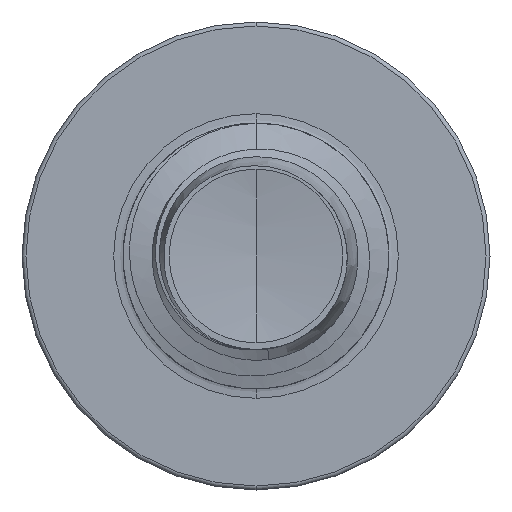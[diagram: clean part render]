
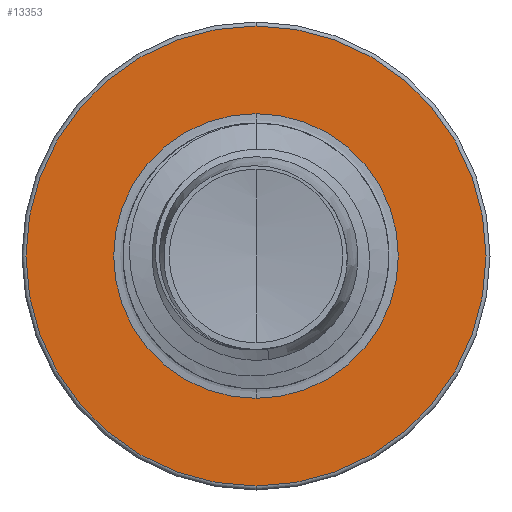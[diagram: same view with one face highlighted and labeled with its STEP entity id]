
A CAD part, front view. The second image highlights one B-rep face of the part: STEP entity #13353.
In plain terms, the highlighted planar face has unit normal (0, -1, 0).
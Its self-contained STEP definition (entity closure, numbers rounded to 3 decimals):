
#136 = PLANE ( 'NONE',  #6467 ) ;
#560 = DIRECTION ( 'NONE',  ( 0., 0., 1. ) ) ;
#737 = CIRCLE ( 'NONE', #6639, 4.325 ) ;
#2154 = DIRECTION ( 'NONE',  ( 0., 0., 1. ) ) ;
#2929 = EDGE_CURVE ( 'NONE', #12964, #14303, #17332, .T. ) ;
#5836 = CARTESIAN_POINT ( 'NONE',  ( 0., 10., 4.325 ) ) ;
#6285 = FACE_OUTER_BOUND ( 'NONE', #9806, .T. ) ;
#6399 = DIRECTION ( 'NONE',  ( 0., 1., 0. ) ) ;
#6467 = AXIS2_PLACEMENT_3D ( 'NONE', #9384, #12738, #2154 ) ;
#6639 = AXIS2_PLACEMENT_3D ( 'NONE', #18299, #8511, #19929 ) ;
#7261 = AXIS2_PLACEMENT_3D ( 'NONE', #16459, #6399, #18062 ) ;
#8267 = CARTESIAN_POINT ( 'NONE',  ( 0., 10., 0. ) ) ;
#8511 = DIRECTION ( 'NONE',  ( 0., 1., 0. ) ) ;
#9228 = ORIENTED_EDGE ( 'NONE', *, *, #15079, .F. ) ;
#9384 = CARTESIAN_POINT ( 'NONE',  ( 0., 10., -2.677 ) ) ;
#9806 = EDGE_LOOP ( 'NONE', ( #9228, #10228 ) ) ;
#10040 = DIRECTION ( 'NONE',  ( 0., 0., 1. ) ) ;
#10228 = ORIENTED_EDGE ( 'NONE', *, *, #22277, .F. ) ;
#11033 = FACE_BOUND ( 'NONE', #16337, .T. ) ;
#11443 = DIRECTION ( 'NONE',  ( 0., 1., 0. ) ) ;
#11803 = ORIENTED_EDGE ( 'NONE', *, *, #19739, .T. ) ;
#12193 = AXIS2_PLACEMENT_3D ( 'NONE', #8267, #19686, #10040 ) ;
#12738 = DIRECTION ( 'NONE',  ( 0., 1., 0. ) ) ;
#12964 = VERTEX_POINT ( 'NONE', #14621 ) ;
#13353 = ADVANCED_FACE ( 'NONE', ( #6285, #11033 ), #136, .F. ) ;
#13637 = CARTESIAN_POINT ( 'NONE',  ( 0., 10., 2.677 ) ) ;
#14303 = VERTEX_POINT ( 'NONE', #13637 ) ;
#14526 = CIRCLE ( 'NONE', #12193, 2.677 ) ;
#14621 = CARTESIAN_POINT ( 'NONE',  ( 0., 10., -2.677 ) ) ;
#15079 = EDGE_CURVE ( 'NONE', #16615, #19481, #20323, .T. ) ;
#16337 = EDGE_LOOP ( 'NONE', ( #11803, #21735 ) ) ;
#16459 = CARTESIAN_POINT ( 'NONE',  ( 0., 10., 0. ) ) ;
#16615 = VERTEX_POINT ( 'NONE', #5836 ) ;
#17332 = CIRCLE ( 'NONE', #18294, 2.677 ) ;
#18062 = DIRECTION ( 'NONE',  ( 0., 0., 1. ) ) ;
#18294 = AXIS2_PLACEMENT_3D ( 'NONE', #21072, #11443, #560 ) ;
#18299 = CARTESIAN_POINT ( 'NONE',  ( 0., 10., 0. ) ) ;
#19266 = CARTESIAN_POINT ( 'NONE',  ( 0., 10., -4.325 ) ) ;
#19481 = VERTEX_POINT ( 'NONE', #19266 ) ;
#19686 = DIRECTION ( 'NONE',  ( 0., 1., 0. ) ) ;
#19739 = EDGE_CURVE ( 'NONE', #14303, #12964, #14526, .T. ) ;
#19929 = DIRECTION ( 'NONE',  ( 0., 0., 1. ) ) ;
#20323 = CIRCLE ( 'NONE', #7261, 4.325 ) ;
#21072 = CARTESIAN_POINT ( 'NONE',  ( 0., 10., 0. ) ) ;
#21735 = ORIENTED_EDGE ( 'NONE', *, *, #2929, .T. ) ;
#22277 = EDGE_CURVE ( 'NONE', #19481, #16615, #737, .T. ) ;
